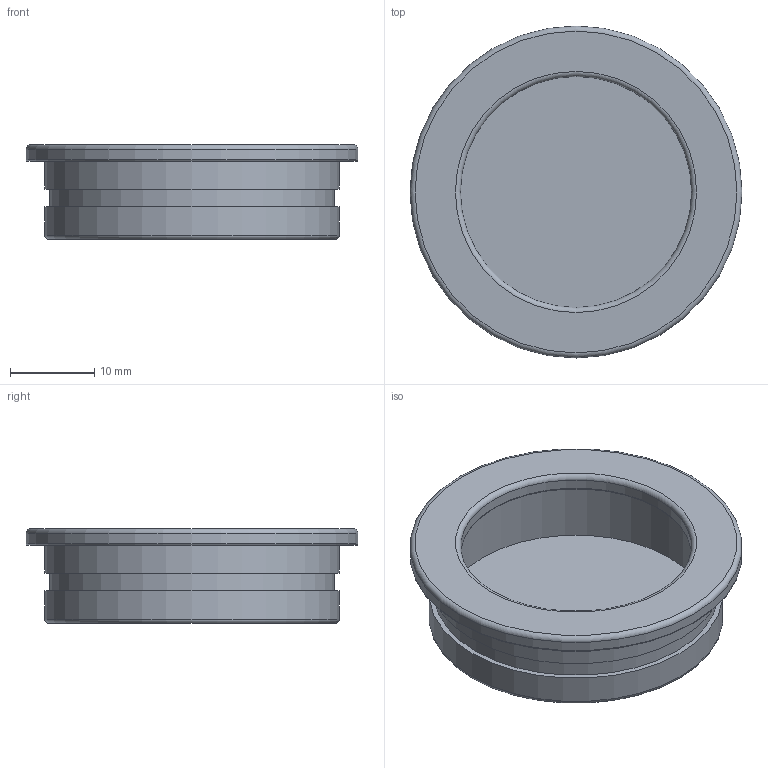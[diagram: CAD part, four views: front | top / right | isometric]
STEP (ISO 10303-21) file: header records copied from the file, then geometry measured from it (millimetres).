
FILE_DESCRIPTION(/* description */ (''),/* implementation_level */ '2;1');
FILE_NAME(/* name */ '1293-8.stp',/* time_stamp */ '2019-08-19T13:34:33+02:00',/* author */ ('Giuliano'),/* organization */ (''),/* preprocessor_version */ 'ST-DEVELOPER v17.2',/* originating_system */ 'Autodesk Inventor 2019',/* authorisation */ '');
FILE_SCHEMA (('AUTOMOTIVE_DESIGN { 1 0 10303 214 3 1 1 }'));
Length unit declared in the file: millimetre
Products named in the file (1): SU517
Bounding box: 39.5 x 39.5 x 11.3 mm (x, y, z)
Volume: 3315.3 mm3; surface area: 5119.3 mm2
Topology: 1 solids, 1 shells, 20 faces, 50 edges, 38 vertices
Faces by surface type: plane 8, cylinder 7, torus 5
Full cylindrical faces by diameter (mm): 27.5 x1, 31.2 x1, 33.4 x1, 33.8 x1, 35 x2, 39.5 x1
Entity records: 690 total; most frequent: DIRECTION 135, CARTESIAN_POINT 109, ORIENTED_EDGE 100, AXIS2_PLACEMENT_3D 64, EDGE_CURVE 50, CIRCLE 43, VERTEX_POINT 38, EDGE_LOOP 26
